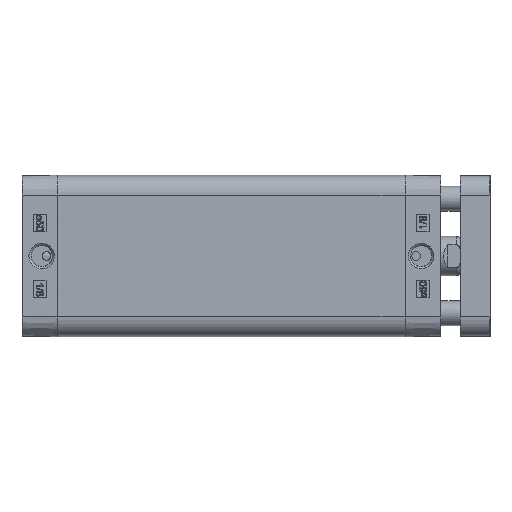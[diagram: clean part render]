
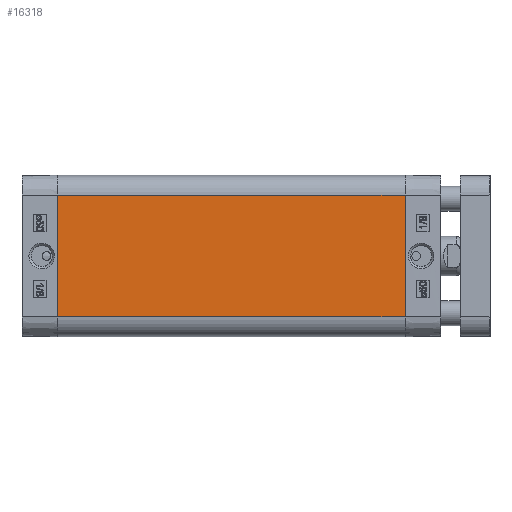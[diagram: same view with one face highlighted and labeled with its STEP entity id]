
A CAD part, left-side view. The second image highlights one B-rep face of the part: STEP entity #16318.
In plain terms, the highlighted planar face has unit normal (-1, 0, 0).
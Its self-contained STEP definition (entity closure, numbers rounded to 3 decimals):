
#12344=CARTESIAN_POINT('',(-32.75,-141.0,24.75));
#12345=VERTEX_POINT('',#12344);
#12352=CARTESIAN_POINT('',(-32.75,-141.0,-24.75));
#12353=VERTEX_POINT('',#12352);
#12354=CARTESIAN_POINT('',(-32.75,-141.0,-24.75));
#12355=DIRECTION('',(0.0,0.0,1.0));
#12356=VECTOR('',#12355,49.5);
#12357=LINE('',#12354,#12356);
#12358=EDGE_CURVE('',#12353,#12345,#12357,.T.);
#16276=CARTESIAN_POINT('',(-32.75,0.0,-24.75));
#16277=VERTEX_POINT('',#16276);
#16278=CARTESIAN_POINT('',(-32.75,0.0,-24.75));
#16279=DIRECTION('',(0.0,-1.0,0.0));
#16280=VECTOR('',#16279,141.0);
#16281=LINE('',#16278,#16280);
#16282=EDGE_CURVE('',#16277,#12353,#16281,.T.);
#16295=CARTESIAN_POINT('',(-32.75,0.0,-24.75));
#16296=DIRECTION('',(-1.0,0.0,0.0));
#16297=DIRECTION('',(0.0,0.0,1.0));
#16298=AXIS2_PLACEMENT_3D('',#16295,#16296,#16297);
#16299=PLANE('',#16298);
#16300=ORIENTED_EDGE('',*,*,#12358,.T.);
#16301=CARTESIAN_POINT('',(-32.75,0.0,24.75));
#16302=VERTEX_POINT('',#16301);
#16303=CARTESIAN_POINT('',(-32.75,0.0,24.75));
#16304=DIRECTION('',(0.0,-1.0,0.0));
#16305=VECTOR('',#16304,141.0);
#16306=LINE('',#16303,#16305);
#16307=EDGE_CURVE('',#16302,#12345,#16306,.T.);
#16308=ORIENTED_EDGE('',*,*,#16307,.F.);
#16309=CARTESIAN_POINT('',(-32.75,0.0,-24.75));
#16310=DIRECTION('',(0.0,0.0,1.0));
#16311=VECTOR('',#16310,49.5);
#16312=LINE('',#16309,#16311);
#16313=EDGE_CURVE('',#16277,#16302,#16312,.T.);
#16314=ORIENTED_EDGE('',*,*,#16313,.F.);
#16315=ORIENTED_EDGE('',*,*,#16282,.T.);
#16316=EDGE_LOOP('',(#16300,#16308,#16314,#16315));
#16317=FACE_OUTER_BOUND('',#16316,.T.);
#16318=ADVANCED_FACE('',(#16317),#16299,.T.);
